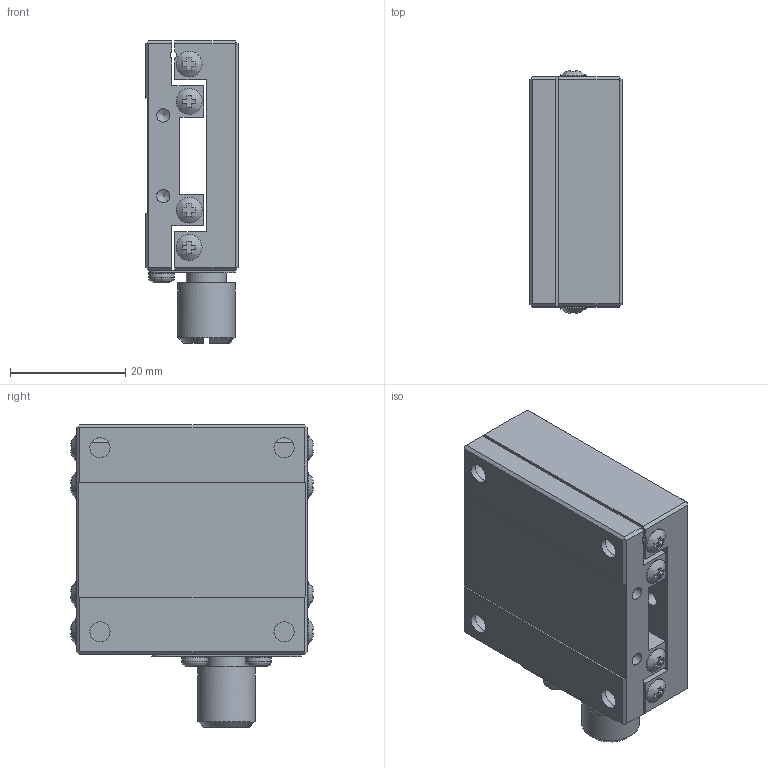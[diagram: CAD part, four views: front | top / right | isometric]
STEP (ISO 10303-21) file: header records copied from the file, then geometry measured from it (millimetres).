
FILE_DESCRIPTION(/* description */ (''),/* implementation_level */ '2;1');
FILE_NAME(/* name */ 'Axis-control',/* time_stamp */ '2024-09-23T17:54:40-03:00',/* author */ (''),/* organization */ (''),/* preprocessor_version */ 'ST-DEVELOPER v16.5',/* originating_system */ 'Rhino 7.32',/* authorisation */ '');
FILE_SCHEMA (('AUTOMOTIVE_DESIGN'));
Length unit declared in the file: millimetre
Products named in the file (1): Document
Bounding box: 16 x 42.27 x 52.6 mm (x, y, z)
Volume: 22233.6 mm3; surface area: 11696 mm2
Topology: 4 solids, 4 shells, 332 faces, 1031 edges, 747 vertices
Faces by surface type: plane 221, cylinder 85, bspline 26
Full cylindrical faces by diameter (mm): 1.948 x2, 2.3 x2, 2.5 x8, 3 x3, 3.5 x4, 4.5 x10, 6 x4, 7 x1, 10 x1
Entity records: 15174 total; most frequent: CARTESIAN_POINT 5971, ORIENTED_EDGE 2046, EDGE_CURVE 1023, VERTEX_POINT 747, B_SPLINE_CURVE_WITH_KNOTS 714, EDGE_LOOP 398, ADVANCED_FACE 332, FACE_OUTER_BOUND 332
